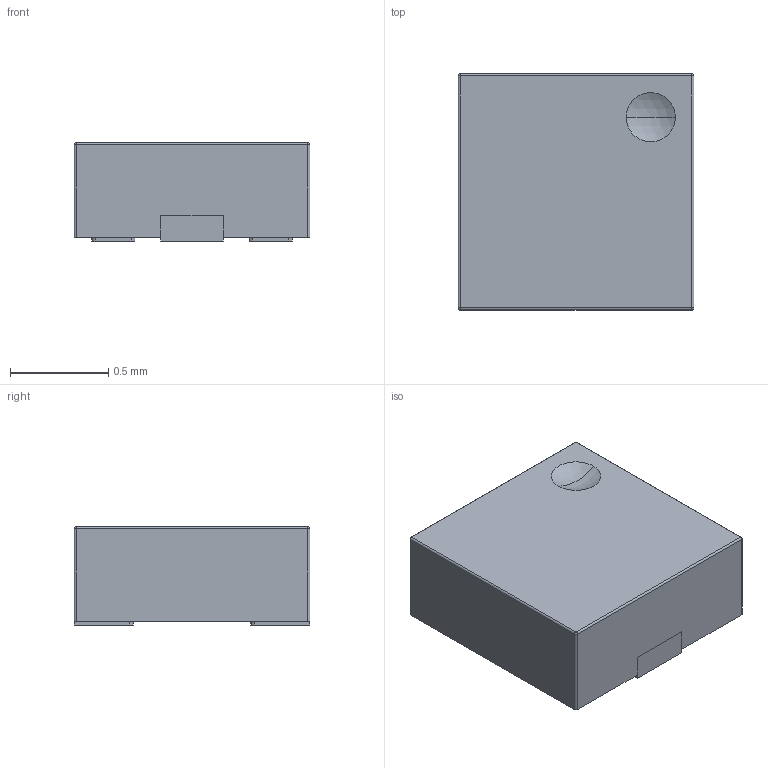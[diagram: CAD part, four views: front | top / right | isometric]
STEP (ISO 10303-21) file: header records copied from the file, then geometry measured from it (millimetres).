
FILE_DESCRIPTION (( 'STEP AP214' ), '1' );
FILE_NAME ('85D5B978-DA31-4D30-A529-8766FF85B6E5.STEP', '2025-07-30T15:17:26', ( '' ), ( '' ), 'SwSTEP 2.0', 'SolidWorks 2022', '' );
FILE_SCHEMA (( 'AUTOMOTIVE_DESIGN' ));
Length unit declared in the file: millimetre
Products named in the file (1): 85D5B978-DA31-4D30-A529-8766FF85B6E5
Bounding box: 1.2 x 1.2 x 0.5 mm (x, y, z)
Volume: 0.7 mm3; surface area: 5.2 mm2
Topology: 1 solids, 1 shells, 41 faces, 107 edges, 65 vertices
Faces by surface type: plane 21, cylinder 14, sphere 6
Entity records: 1508 total; most frequent: DIRECTION 219, CARTESIAN_POINT 210, ORIENTED_EDGE 206, EDGE_CURVE 103, AXIS2_PLACEMENT_3D 74, VECTOR 71, LINE 71, VERTEX_POINT 65
